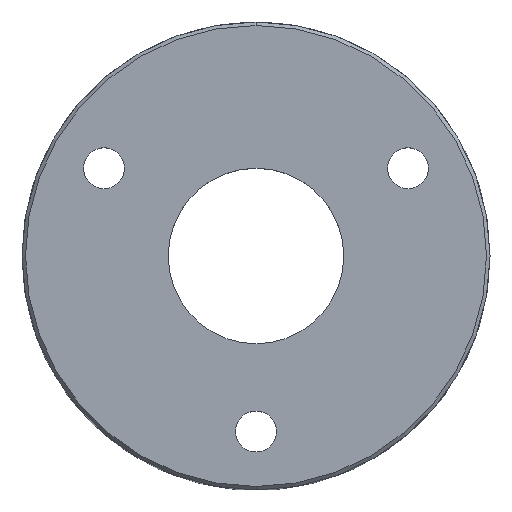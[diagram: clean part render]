
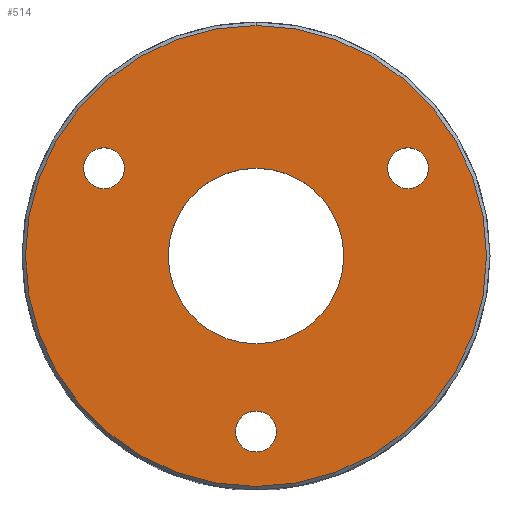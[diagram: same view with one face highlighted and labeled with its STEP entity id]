
A CAD part, top view. The second image highlights one B-rep face of the part: STEP entity #514.
In plain terms, the highlighted planar face has unit normal (0, 0, 1).
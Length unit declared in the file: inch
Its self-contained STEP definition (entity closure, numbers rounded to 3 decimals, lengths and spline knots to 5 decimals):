
#6 = ORIENTED_EDGE ( 'NONE', *, *, #716, .F. ) ;
#11 = VERTEX_POINT ( 'NONE', #67 ) ;
#12 = FACE_BOUND ( 'NONE', #902, .T. ) ;
#16 = CARTESIAN_POINT ( 'NONE',  ( 0., -0.59055, 0.86614 ) ) ;
#34 = CARTESIAN_POINT ( 'NONE',  ( 0., 0.77559, 0.86614 ) ) ;
#41 = PLANE ( 'NONE',  #926 ) ;
#48 = CIRCLE ( 'NONE', #1014, 0.0689 ) ;
#50 = AXIS2_PLACEMENT_3D ( 'NONE', #581, #917, #258 ) ;
#57 = ORIENTED_EDGE ( 'NONE', *, *, #1019, .F. ) ;
#61 = FACE_BOUND ( 'NONE', #62, .T. ) ;
#62 = EDGE_LOOP ( 'NONE', ( #6, #844 ) ) ;
#67 = CARTESIAN_POINT ( 'NONE',  ( -0.29528, 0., 0.86614 ) ) ;
#79 = EDGE_CURVE ( 'NONE', #128, #11, #308, .T. ) ;
#118 = VERTEX_POINT ( 'NONE', #175 ) ;
#125 = CARTESIAN_POINT ( 'NONE',  ( -0.58033, 0.29528, 0.86614 ) ) ;
#128 = VERTEX_POINT ( 'NONE', #768 ) ;
#142 = EDGE_LOOP ( 'NONE', ( #57, #166 ) ) ;
#165 = EDGE_CURVE ( 'NONE', #314, #370, #527, .T. ) ;
#166 = ORIENTED_EDGE ( 'NONE', *, *, #738, .F. ) ;
#174 = DIRECTION ( 'NONE',  ( 0., 0., 1. ) ) ;
#175 = CARTESIAN_POINT ( 'NONE',  ( -0.0689, -0.59055, 0.86614 ) ) ;
#181 = EDGE_CURVE ( 'NONE', #786, #118, #48, .T. ) ;
#197 = FACE_BOUND ( 'NONE', #740, .T. ) ;
#204 = DIRECTION ( 'NONE',  ( 1., 0., 0. ) ) ;
#206 = CARTESIAN_POINT ( 'NONE',  ( 0.58033, 0.29528, 0.86614 ) ) ;
#217 = ORIENTED_EDGE ( 'NONE', *, *, #816, .F. ) ;
#258 = DIRECTION ( 'NONE',  ( 0., 1., 0. ) ) ;
#264 = CIRCLE ( 'NONE', #848, 0.29528 ) ;
#268 = CARTESIAN_POINT ( 'NONE',  ( 0.0689, -0.59055, 0.86614 ) ) ;
#271 = EDGE_CURVE ( 'NONE', #11, #128, #264, .T. ) ;
#285 = DIRECTION ( 'NONE',  ( 0., 0., 1. ) ) ;
#291 = ORIENTED_EDGE ( 'NONE', *, *, #271, .F. ) ;
#302 = CARTESIAN_POINT ( 'NONE',  ( -0.44253, 0.29528, 0.86614 ) ) ;
#308 = CIRCLE ( 'NONE', #723, 0.29528 ) ;
#311 = DIRECTION ( 'NONE',  ( 0., 0., 1. ) ) ;
#314 = VERTEX_POINT ( 'NONE', #302 ) ;
#318 = CIRCLE ( 'NONE', #356, 0.0689 ) ;
#334 = EDGE_CURVE ( 'NONE', #118, #786, #1057, .T. ) ;
#345 = DIRECTION ( 'NONE',  ( -1., 0., 0. ) ) ;
#346 = DIRECTION ( 'NONE',  ( 1., 0., 0. ) ) ;
#351 = VERTEX_POINT ( 'NONE', #34 ) ;
#356 = AXIS2_PLACEMENT_3D ( 'NONE', #692, #884, #969 ) ;
#370 = VERTEX_POINT ( 'NONE', #125 ) ;
#414 = AXIS2_PLACEMENT_3D ( 'NONE', #815, #311, #812 ) ;
#426 = AXIS2_PLACEMENT_3D ( 'NONE', #582, #500, #345 ) ;
#427 = CARTESIAN_POINT ( 'NONE',  ( 0., -0.77559, 0.86614 ) ) ;
#480 = AXIS2_PLACEMENT_3D ( 'NONE', #939, #510, #696 ) ;
#481 = DIRECTION ( 'NONE',  ( 0., 0., -1. ) ) ;
#487 = DIRECTION ( 'NONE',  ( -1., 0., 0. ) ) ;
#500 = DIRECTION ( 'NONE',  ( 0., 0., 1. ) ) ;
#510 = DIRECTION ( 'NONE',  ( 0., 0., -1. ) ) ;
#514 = ADVANCED_FACE ( 'NONE', ( #61, #197, #673, #12, #898 ), #41, .F. ) ;
#527 = CIRCLE ( 'NONE', #596, 0.0689 ) ;
#529 = CARTESIAN_POINT ( 'NONE',  ( 0., 0., 0.86614 ) ) ;
#573 = ORIENTED_EDGE ( 'NONE', *, *, #181, .F. ) ;
#581 = CARTESIAN_POINT ( 'NONE',  ( 0., 0., 0.86614 ) ) ;
#582 = CARTESIAN_POINT ( 'NONE',  ( 0.51143, 0.29528, 0.86614 ) ) ;
#590 = DIRECTION ( 'NONE',  ( -1., 0., 0. ) ) ;
#596 = AXIS2_PLACEMENT_3D ( 'NONE', #957, #285, #1055 ) ;
#628 = CARTESIAN_POINT ( 'NONE',  ( 0., 0., 0.86614 ) ) ;
#640 = EDGE_CURVE ( 'NONE', #649, #881, #711, .T. ) ;
#647 = VERTEX_POINT ( 'NONE', #427 ) ;
#649 = VERTEX_POINT ( 'NONE', #1087 ) ;
#673 = FACE_BOUND ( 'NONE', #807, .T. ) ;
#692 = CARTESIAN_POINT ( 'NONE',  ( 0.51143, 0.29528, 0.86614 ) ) ;
#696 = DIRECTION ( 'NONE',  ( 0., 1., 0. ) ) ;
#699 = CIRCLE ( 'NONE', #903, 0.0689 ) ;
#708 = DIRECTION ( 'NONE',  ( 0., 0., 1. ) ) ;
#711 = CIRCLE ( 'NONE', #426, 0.0689 ) ;
#716 = EDGE_CURVE ( 'NONE', #370, #314, #699, .T. ) ;
#723 = AXIS2_PLACEMENT_3D ( 'NONE', #529, #780, #346 ) ;
#738 = EDGE_CURVE ( 'NONE', #647, #351, #789, .T. ) ;
#740 = EDGE_LOOP ( 'NONE', ( #828, #217 ) ) ;
#768 = CARTESIAN_POINT ( 'NONE',  ( 0.29528, 0., 0.86614 ) ) ;
#778 = CARTESIAN_POINT ( 'NONE',  ( -0.51143, 0.29528, 0.86614 ) ) ;
#780 = DIRECTION ( 'NONE',  ( 0., 0., 1. ) ) ;
#786 = VERTEX_POINT ( 'NONE', #268 ) ;
#789 = CIRCLE ( 'NONE', #480, 0.77559 ) ;
#807 = EDGE_LOOP ( 'NONE', ( #899, #291 ) ) ;
#812 = DIRECTION ( 'NONE',  ( -1., 0., 0. ) ) ;
#815 = CARTESIAN_POINT ( 'NONE',  ( 0., -0.59055, 0.86614 ) ) ;
#816 = EDGE_CURVE ( 'NONE', #881, #649, #318, .T. ) ;
#828 = ORIENTED_EDGE ( 'NONE', *, *, #640, .F. ) ;
#830 = ORIENTED_EDGE ( 'NONE', *, *, #334, .F. ) ;
#844 = ORIENTED_EDGE ( 'NONE', *, *, #165, .F. ) ;
#848 = AXIS2_PLACEMENT_3D ( 'NONE', #628, #708, #204 ) ;
#869 = DIRECTION ( 'NONE',  ( -1., 0., 0. ) ) ;
#881 = VERTEX_POINT ( 'NONE', #206 ) ;
#884 = DIRECTION ( 'NONE',  ( 0., 0., 1. ) ) ;
#891 = DIRECTION ( 'NONE',  ( 0., 0., 1. ) ) ;
#898 = FACE_OUTER_BOUND ( 'NONE', #142, .T. ) ;
#899 = ORIENTED_EDGE ( 'NONE', *, *, #79, .F. ) ;
#902 = EDGE_LOOP ( 'NONE', ( #830, #573 ) ) ;
#903 = AXIS2_PLACEMENT_3D ( 'NONE', #778, #174, #590 ) ;
#917 = DIRECTION ( 'NONE',  ( 0., 0., -1. ) ) ;
#926 = AXIS2_PLACEMENT_3D ( 'NONE', #996, #481, #487 ) ;
#939 = CARTESIAN_POINT ( 'NONE',  ( 0., 0., 0.86614 ) ) ;
#957 = CARTESIAN_POINT ( 'NONE',  ( -0.51143, 0.29528, 0.86614 ) ) ;
#961 = CIRCLE ( 'NONE', #50, 0.77559 ) ;
#969 = DIRECTION ( 'NONE',  ( -1., 0., 0. ) ) ;
#996 = CARTESIAN_POINT ( 'NONE',  ( 0.29528, 0., 0.86614 ) ) ;
#1014 = AXIS2_PLACEMENT_3D ( 'NONE', #16, #891, #869 ) ;
#1019 = EDGE_CURVE ( 'NONE', #351, #647, #961, .T. ) ;
#1055 = DIRECTION ( 'NONE',  ( -1., 0., 0. ) ) ;
#1057 = CIRCLE ( 'NONE', #414, 0.0689 ) ;
#1087 = CARTESIAN_POINT ( 'NONE',  ( 0.44253, 0.29528, 0.86614 ) ) ;
